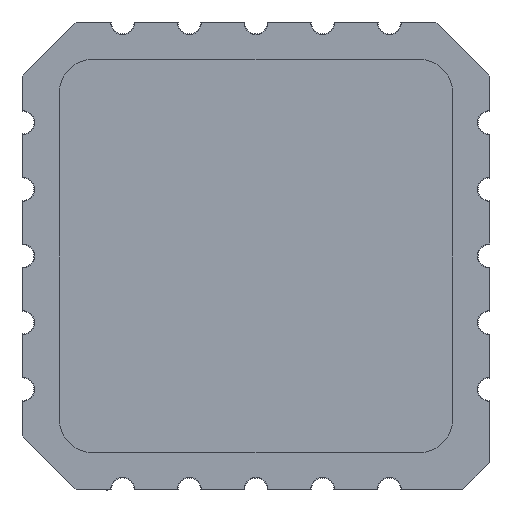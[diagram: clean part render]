
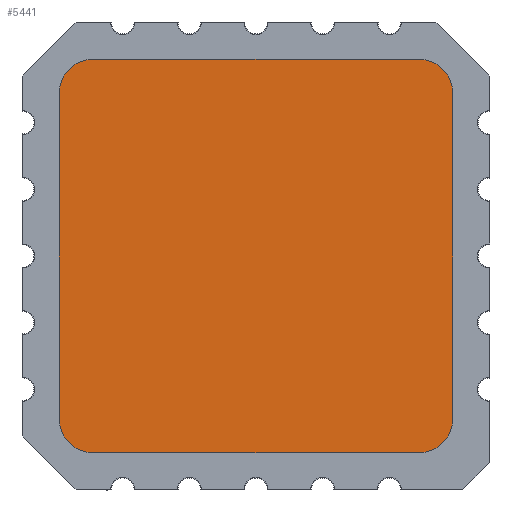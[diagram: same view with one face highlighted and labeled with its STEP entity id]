
A CAD part, front view. The second image highlights one B-rep face of the part: STEP entity #5441.
In plain terms, the highlighted planar face has unit normal (0, -1, 0).
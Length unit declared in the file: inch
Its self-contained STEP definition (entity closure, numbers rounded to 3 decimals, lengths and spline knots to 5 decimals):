
#129 = CARTESIAN_POINT ( 'NONE',  ( 0.1225, -0.0605, -0.1225 ) ) ;
#425 = CARTESIAN_POINT ( 'NONE',  ( -0.1475, -0.0605, -0.1225 ) ) ;
#511 = DIRECTION ( 'NONE',  ( 0., 1., 0. ) ) ;
#1440 = VERTEX_POINT ( 'NONE', #4945 ) ;
#1609 = VERTEX_POINT ( 'NONE', #9603 ) ;
#1889 = AXIS2_PLACEMENT_3D ( 'NONE', #4072, #10333, #7704 ) ;
#1925 = CARTESIAN_POINT ( 'NONE',  ( 0.1225, -0.0605, -0.1475 ) ) ;
#2128 = VERTEX_POINT ( 'NONE', #7792 ) ;
#2241 = DIRECTION ( 'NONE',  ( 0., 0., 1. ) ) ;
#2436 = FACE_OUTER_BOUND ( 'NONE', #10257, .T. ) ;
#2807 = DIRECTION ( 'NONE',  ( 0., 0., -1. ) ) ;
#3441 = CARTESIAN_POINT ( 'NONE',  ( 0.1475, -0.0605, -0.1225 ) ) ;
#3725 = ORIENTED_EDGE ( 'NONE', *, *, #6783, .T. ) ;
#3808 = DIRECTION ( 'NONE',  ( 0., -1., 0. ) ) ;
#3849 = AXIS2_PLACEMENT_3D ( 'NONE', #6814, #511, #2241 ) ;
#3993 = CARTESIAN_POINT ( 'NONE',  ( -0.1225, -0.0605, 0.1475 ) ) ;
#3998 = VERTEX_POINT ( 'NONE', #8794 ) ;
#4072 = CARTESIAN_POINT ( 'NONE',  ( -0.1225, -0.0605, -0.1225 ) ) ;
#4128 = VERTEX_POINT ( 'NONE', #9441 ) ;
#4354 = LINE ( 'NONE', #425, #6168 ) ;
#4426 = ORIENTED_EDGE ( 'NONE', *, *, #5252, .T. ) ;
#4785 = VECTOR ( 'NONE', #5811, 39.37008 ) ;
#4945 = CARTESIAN_POINT ( 'NONE',  ( -0.1475, -0.0605, -0.1225 ) ) ;
#4955 = CIRCLE ( 'NONE', #7743, 0.025 ) ;
#5141 = EDGE_CURVE ( 'NONE', #8751, #1609, #4955, .T. ) ;
#5252 = EDGE_CURVE ( 'NONE', #7190, #3998, #9824, .T. ) ;
#5441 = ADVANCED_FACE ( 'NONE', ( #2436 ), #11239, .F. ) ;
#5454 = VECTOR ( 'NONE', #6916, 39.37008 ) ;
#5544 = ORIENTED_EDGE ( 'NONE', *, *, #5997, .T. ) ;
#5628 = VECTOR ( 'NONE', #7880, 39.37008 ) ;
#5811 = DIRECTION ( 'NONE',  ( 1., 0., 0. ) ) ;
#5951 = CARTESIAN_POINT ( 'NONE',  ( -0.1225, -0.0605, 0.1475 ) ) ;
#5962 = DIRECTION ( 'NONE',  ( 0., 0., 1. ) ) ;
#5997 = EDGE_CURVE ( 'NONE', #1440, #2128, #6338, .T. ) ;
#6168 = VECTOR ( 'NONE', #8438, 39.37008 ) ;
#6257 = ORIENTED_EDGE ( 'NONE', *, *, #7044, .T. ) ;
#6338 = CIRCLE ( 'NONE', #1889, 0.025 ) ;
#6614 = CARTESIAN_POINT ( 'NONE',  ( -0.1225, -0.0605, -0.1475 ) ) ;
#6783 = EDGE_CURVE ( 'NONE', #1609, #7190, #7011, .T. ) ;
#6814 = CARTESIAN_POINT ( 'NONE',  ( -0.1225, -0.0605, -0.1225 ) ) ;
#6916 = DIRECTION ( 'NONE',  ( -1., 0., 0. ) ) ;
#7011 = LINE ( 'NONE', #3441, #5628 ) ;
#7044 = EDGE_CURVE ( 'NONE', #4128, #1440, #4354, .T. ) ;
#7057 = VERTEX_POINT ( 'NONE', #3993 ) ;
#7190 = VERTEX_POINT ( 'NONE', #7819 ) ;
#7648 = AXIS2_PLACEMENT_3D ( 'NONE', #8552, #7715, #5962 ) ;
#7704 = DIRECTION ( 'NONE',  ( 0., 0., 1. ) ) ;
#7715 = DIRECTION ( 'NONE',  ( 0., -1., 0. ) ) ;
#7743 = AXIS2_PLACEMENT_3D ( 'NONE', #129, #10829, #2807 ) ;
#7792 = CARTESIAN_POINT ( 'NONE',  ( -0.1225, -0.0605, -0.1475 ) ) ;
#7794 = ORIENTED_EDGE ( 'NONE', *, *, #9720, .T. ) ;
#7819 = CARTESIAN_POINT ( 'NONE',  ( 0.1475, -0.0605, 0.1225 ) ) ;
#7880 = DIRECTION ( 'NONE',  ( 0., 0., 1. ) ) ;
#8210 = ORIENTED_EDGE ( 'NONE', *, *, #8436, .T. ) ;
#8369 = CARTESIAN_POINT ( 'NONE',  ( 0.1225, -0.0605, 0.1225 ) ) ;
#8407 = DIRECTION ( 'NONE',  ( 0., 0., 1. ) ) ;
#8436 = EDGE_CURVE ( 'NONE', #3998, #7057, #8489, .T. ) ;
#8438 = DIRECTION ( 'NONE',  ( 0., 0., -1. ) ) ;
#8489 = LINE ( 'NONE', #5951, #5454 ) ;
#8552 = CARTESIAN_POINT ( 'NONE',  ( -0.1225, -0.0605, 0.1225 ) ) ;
#8751 = VERTEX_POINT ( 'NONE', #1925 ) ;
#8794 = CARTESIAN_POINT ( 'NONE',  ( 0.1225, -0.0605, 0.1475 ) ) ;
#9441 = CARTESIAN_POINT ( 'NONE',  ( -0.1475, -0.0605, 0.1225 ) ) ;
#9562 = EDGE_CURVE ( 'NONE', #2128, #8751, #10210, .T. ) ;
#9603 = CARTESIAN_POINT ( 'NONE',  ( 0.1475, -0.0605, -0.1225 ) ) ;
#9720 = EDGE_CURVE ( 'NONE', #7057, #4128, #9796, .T. ) ;
#9796 = CIRCLE ( 'NONE', #7648, 0.025 ) ;
#9824 = CIRCLE ( 'NONE', #11012, 0.025 ) ;
#10210 = LINE ( 'NONE', #6614, #4785 ) ;
#10257 = EDGE_LOOP ( 'NONE', ( #5544, #10338, #10837, #3725, #4426, #8210, #7794, #6257 ) ) ;
#10333 = DIRECTION ( 'NONE',  ( 0., -1., 0. ) ) ;
#10338 = ORIENTED_EDGE ( 'NONE', *, *, #9562, .T. ) ;
#10829 = DIRECTION ( 'NONE',  ( 0., -1., 0. ) ) ;
#10837 = ORIENTED_EDGE ( 'NONE', *, *, #5141, .T. ) ;
#11012 = AXIS2_PLACEMENT_3D ( 'NONE', #8369, #3808, #8407 ) ;
#11239 = PLANE ( 'NONE',  #3849 ) ;
